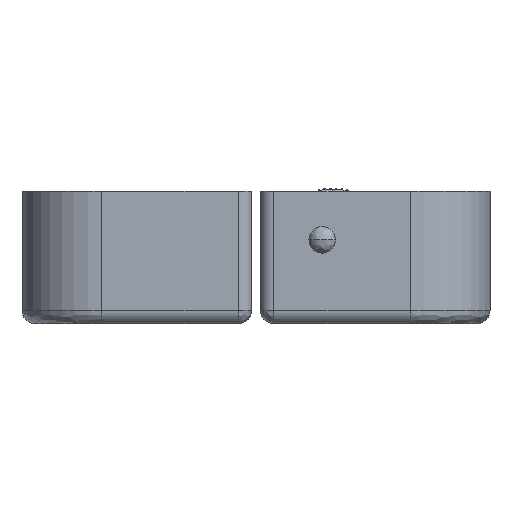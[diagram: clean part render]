
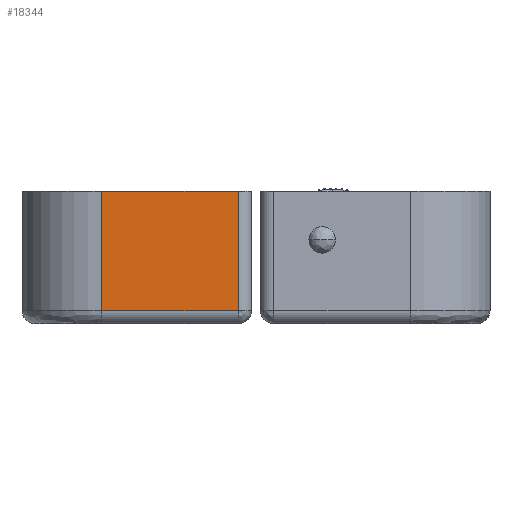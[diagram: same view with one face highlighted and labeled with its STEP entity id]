
A CAD part, left-side view. The second image highlights one B-rep face of the part: STEP entity #18344.
In plain terms, the highlighted face is planar.
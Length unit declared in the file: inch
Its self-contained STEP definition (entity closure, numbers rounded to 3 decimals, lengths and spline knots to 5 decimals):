
#363 = VERTEX_POINT ( 'NONE', #27792 ) ;
#497 = EDGE_CURVE ( 'NONE', #23599, #363, #32875, .T. ) ;
#786 = DIRECTION ( 'NONE',  ( 0., 0., 1. ) ) ;
#1046 = CARTESIAN_POINT ( 'NONE',  ( 0.76772, 0.35433, 0.59055 ) ) ;
#1867 = EDGE_CURVE ( 'NONE', #3356, #23599, #7139, .T. ) ;
#3356 = VERTEX_POINT ( 'NONE', #24778 ) ;
#5659 = DIRECTION ( 'NONE',  ( 0., 0., -1. ) ) ;
#7139 = LINE ( 'NONE', #26841, #28587 ) ;
#9381 = VERTEX_POINT ( 'NONE', #31617 ) ;
#12153 = ORIENTED_EDGE ( 'NONE', *, *, #1867, .F. ) ;
#13427 = VECTOR ( 'NONE', #17816, 39.37008 ) ;
#14244 = AXIS2_PLACEMENT_3D ( 'NONE', #17324, #30549, #14933 ) ;
#14933 = DIRECTION ( 'NONE',  ( 0., 0., 1. ) ) ;
#15282 = EDGE_LOOP ( 'NONE', ( #18605, #22440, #16949, #12153 ) ) ;
#16949 = ORIENTED_EDGE ( 'NONE', *, *, #497, .F. ) ;
#17324 = CARTESIAN_POINT ( 'NONE',  ( 0.76772, 0., 0.59055 ) ) ;
#17549 = PLANE ( 'NONE',  #14244 ) ;
#17816 = DIRECTION ( 'NONE',  ( 0., 1., 0. ) ) ;
#18344 = ADVANCED_FACE ( 'NONE', ( #29423 ), #17549, .F. ) ;
#18605 = ORIENTED_EDGE ( 'NONE', *, *, #22010, .F. ) ;
#20899 = CARTESIAN_POINT ( 'NONE',  ( 0.76772, 0.96457, 0.59055 ) ) ;
#22010 = EDGE_CURVE ( 'NONE', #9381, #3356, #32477, .T. ) ;
#22440 = ORIENTED_EDGE ( 'NONE', *, *, #24405, .F. ) ;
#23599 = VERTEX_POINT ( 'NONE', #1046 ) ;
#24405 = EDGE_CURVE ( 'NONE', #363, #9381, #28721, .T. ) ;
#24778 = CARTESIAN_POINT ( 'NONE',  ( 0.76772, 0.35433, 0.05906 ) ) ;
#24800 = DIRECTION ( 'NONE',  ( 0., -1., 0. ) ) ;
#26841 = CARTESIAN_POINT ( 'NONE',  ( 0.76772, 0.35433, 0.59055 ) ) ;
#27792 = CARTESIAN_POINT ( 'NONE',  ( 0.76772, 0.96457, 0.59055 ) ) ;
#28587 = VECTOR ( 'NONE', #786, 39.37008 ) ;
#28721 = LINE ( 'NONE', #20899, #30350 ) ;
#29423 = FACE_OUTER_BOUND ( 'NONE', #15282, .T. ) ;
#29671 = CARTESIAN_POINT ( 'NONE',  ( 0.76772, 0., 0.05906 ) ) ;
#30350 = VECTOR ( 'NONE', #5659, 39.37008 ) ;
#30549 = DIRECTION ( 'NONE',  ( -1., 0., 0. ) ) ;
#31617 = CARTESIAN_POINT ( 'NONE',  ( 0.76772, 0.96457, 0.05906 ) ) ;
#32477 = LINE ( 'NONE', #29671, #33280 ) ;
#32875 = LINE ( 'NONE', #33292, #13427 ) ;
#33280 = VECTOR ( 'NONE', #24800, 39.37008 ) ;
#33292 = CARTESIAN_POINT ( 'NONE',  ( 0.76772, 0., 0.59055 ) ) ;
